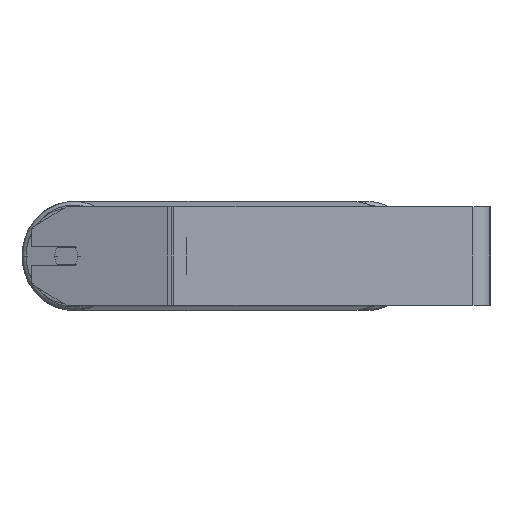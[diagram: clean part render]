
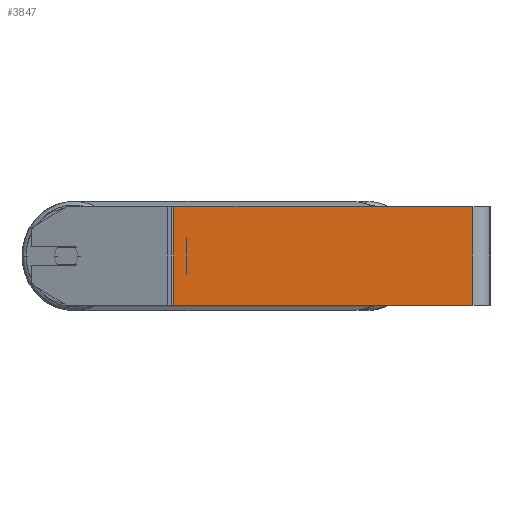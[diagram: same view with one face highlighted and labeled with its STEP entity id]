
A CAD part, left-side view. The second image highlights one B-rep face of the part: STEP entity #3847.
In plain terms, the highlighted planar face has unit normal (-1, 0, 0).
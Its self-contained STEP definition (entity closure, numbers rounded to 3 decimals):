
#7 = DIRECTION ( 'NONE',  ( 1., 0., 0. ) ) ;
#29 = ORIENTED_EDGE ( 'NONE', *, *, #6524, .F. ) ;
#61 = VERTEX_POINT ( 'NONE', #2678 ) ;
#77 = VECTOR ( 'NONE', #6561, 1000. ) ;
#97 = EDGE_CURVE ( 'NONE', #61, #1874, #5940, .T. ) ;
#1057 = DIRECTION ( 'NONE',  ( 0., 0., -1. ) ) ;
#1442 = AXIS2_PLACEMENT_3D ( 'NONE', #6738, #7, #2711 ) ;
#1874 = VERTEX_POINT ( 'NONE', #7858 ) ;
#2521 = LINE ( 'NONE', #5872, #8403 ) ;
#2604 = LINE ( 'NONE', #6667, #7851 ) ;
#2678 = CARTESIAN_POINT ( 'NONE',  ( -1045., 14., 40. ) ) ;
#2711 = DIRECTION ( 'NONE',  ( 0., 0., -1. ) ) ;
#3302 = VERTEX_POINT ( 'NONE', #7237 ) ;
#3809 = CARTESIAN_POINT ( 'NONE',  ( -1045., 257.193, 40. ) ) ;
#3847 = ADVANCED_FACE ( 'NONE', ( #4684 ), #7398, .F. ) ;
#4047 = EDGE_CURVE ( 'NONE', #4222, #3302, #4418, .T. ) ;
#4120 = CARTESIAN_POINT ( 'NONE',  ( -1045., 257.193, 40. ) ) ;
#4222 = VERTEX_POINT ( 'NONE', #4120 ) ;
#4418 = LINE ( 'NONE', #3809, #6542 ) ;
#4486 = ORIENTED_EDGE ( 'NONE', *, *, #5123, .T. ) ;
#4503 = DIRECTION ( 'NONE',  ( 0., -1., 0. ) ) ;
#4684 = FACE_OUTER_BOUND ( 'NONE', #4926, .T. ) ;
#4784 = ORIENTED_EDGE ( 'NONE', *, *, #97, .F. ) ;
#4926 = EDGE_LOOP ( 'NONE', ( #4486, #4784, #29, #5117 ) ) ;
#5117 = ORIENTED_EDGE ( 'NONE', *, *, #4047, .T. ) ;
#5123 = EDGE_CURVE ( 'NONE', #3302, #1874, #2521, .T. ) ;
#5243 = DIRECTION ( 'NONE',  ( 0., -1., 0. ) ) ;
#5872 = CARTESIAN_POINT ( 'NONE',  ( -1045., 259.661, -40. ) ) ;
#5940 = LINE ( 'NONE', #6649, #77 ) ;
#6524 = EDGE_CURVE ( 'NONE', #4222, #61, #2604, .T. ) ;
#6542 = VECTOR ( 'NONE', #1057, 1000. ) ;
#6561 = DIRECTION ( 'NONE',  ( 0., 0., -1. ) ) ;
#6649 = CARTESIAN_POINT ( 'NONE',  ( -1045., 14., 40. ) ) ;
#6667 = CARTESIAN_POINT ( 'NONE',  ( -1045., 259.661, 40. ) ) ;
#6738 = CARTESIAN_POINT ( 'NONE',  ( -1045., 259.661, 40. ) ) ;
#7237 = CARTESIAN_POINT ( 'NONE',  ( -1045., 257.193, -40. ) ) ;
#7398 = PLANE ( 'NONE',  #1442 ) ;
#7851 = VECTOR ( 'NONE', #5243, 1000. ) ;
#7858 = CARTESIAN_POINT ( 'NONE',  ( -1045., 14., -40. ) ) ;
#8403 = VECTOR ( 'NONE', #4503, 1000. ) ;
